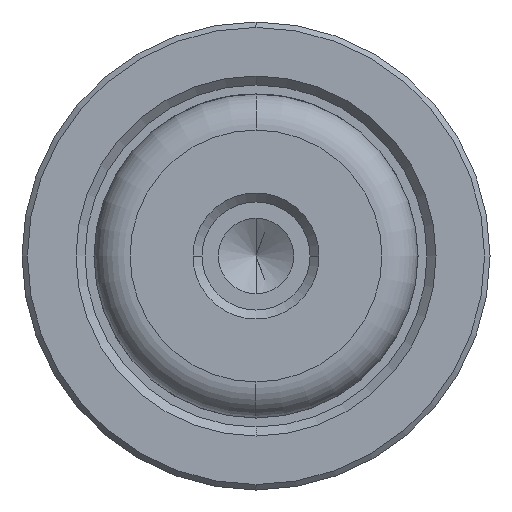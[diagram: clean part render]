
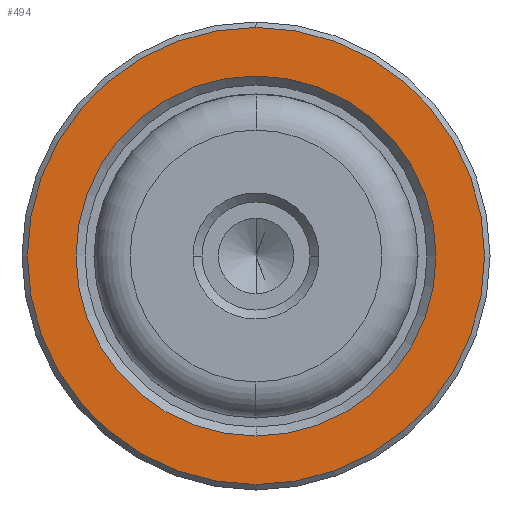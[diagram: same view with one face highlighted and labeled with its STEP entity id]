
A CAD part, left-side view. The second image highlights one B-rep face of the part: STEP entity #494.
In plain terms, the highlighted planar face has unit normal (-1, 0, 0).
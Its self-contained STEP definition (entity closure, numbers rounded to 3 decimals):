
#65 = VERTEX_POINT ( 'NONE', #350 ) ;
#164 = VERTEX_POINT ( 'NONE', #1695 ) ;
#192 = EDGE_CURVE ( 'NONE', #1768, #164, #2351, .T. ) ;
#288 = DIRECTION ( 'NONE',  ( -1., 0., 0. ) ) ;
#291 = ORIENTED_EDGE ( 'NONE', *, *, #1878, .T. ) ;
#345 = AXIS2_PLACEMENT_3D ( 'NONE', #1612, #508, #1802 ) ;
#350 = CARTESIAN_POINT ( 'NONE',  ( 20., 0., -10. ) ) ;
#353 = EDGE_CURVE ( 'NONE', #164, #1768, #2177, .T. ) ;
#371 = CARTESIAN_POINT ( 'NONE',  ( 20., -9., 0. ) ) ;
#494 = ADVANCED_FACE ( 'NONE', ( #1035, #1549 ), #1846, .T. ) ;
#503 = EDGE_LOOP ( 'NONE', ( #2037, #691 ) ) ;
#508 = DIRECTION ( 'NONE',  ( -1., 0., 0. ) ) ;
#594 = EDGE_LOOP ( 'NONE', ( #291, #1031 ) ) ;
#606 = CARTESIAN_POINT ( 'NONE',  ( 20., 0., 0. ) ) ;
#621 = AXIS2_PLACEMENT_3D ( 'NONE', #371, #1113, #745 ) ;
#691 = ORIENTED_EDGE ( 'NONE', *, *, #192, .T. ) ;
#745 = DIRECTION ( 'NONE',  ( 0., 0., 1. ) ) ;
#794 = DIRECTION ( 'NONE',  ( 0., 0., -1. ) ) ;
#824 = CARTESIAN_POINT ( 'NONE',  ( 20., 0., 0. ) ) ;
#1013 = DIRECTION ( 'NONE',  ( 0., 0., -1. ) ) ;
#1031 = ORIENTED_EDGE ( 'NONE', *, *, #1713, .T. ) ;
#1035 = FACE_OUTER_BOUND ( 'NONE', #503, .T. ) ;
#1113 = DIRECTION ( 'NONE',  ( -1., 0., 0. ) ) ;
#1218 = AXIS2_PLACEMENT_3D ( 'NONE', #606, #1893, #794 ) ;
#1399 = VERTEX_POINT ( 'NONE', #1766 ) ;
#1400 = CARTESIAN_POINT ( 'NONE',  ( 20., 0., 0. ) ) ;
#1549 = FACE_BOUND ( 'NONE', #594, .T. ) ;
#1576 = DIRECTION ( 'NONE',  ( 0., 0., 1. ) ) ;
#1612 = CARTESIAN_POINT ( 'NONE',  ( 20., 0., 0. ) ) ;
#1695 = CARTESIAN_POINT ( 'NONE',  ( 20., 0., -12.7 ) ) ;
#1700 = CIRCLE ( 'NONE', #1218, 10. ) ;
#1713 = EDGE_CURVE ( 'NONE', #65, #1399, #1700, .T. ) ;
#1766 = CARTESIAN_POINT ( 'NONE',  ( 20., 0., 10. ) ) ;
#1768 = VERTEX_POINT ( 'NONE', #2083 ) ;
#1802 = DIRECTION ( 'NONE',  ( 0., 0., 1. ) ) ;
#1846 = PLANE ( 'NONE',  #621 ) ;
#1878 = EDGE_CURVE ( 'NONE', #1399, #65, #1900, .T. ) ;
#1893 = DIRECTION ( 'NONE',  ( 1., 0., 0. ) ) ;
#1900 = CIRCLE ( 'NONE', #2200, 10. ) ;
#2037 = ORIENTED_EDGE ( 'NONE', *, *, #353, .T. ) ;
#2083 = CARTESIAN_POINT ( 'NONE',  ( 20., 0., 12.7 ) ) ;
#2105 = DIRECTION ( 'NONE',  ( 1., 0., 0. ) ) ;
#2177 = CIRCLE ( 'NONE', #2191, 12.7 ) ;
#2191 = AXIS2_PLACEMENT_3D ( 'NONE', #1400, #288, #1576 ) ;
#2200 = AXIS2_PLACEMENT_3D ( 'NONE', #824, #2105, #1013 ) ;
#2351 = CIRCLE ( 'NONE', #345, 12.7 ) ;
